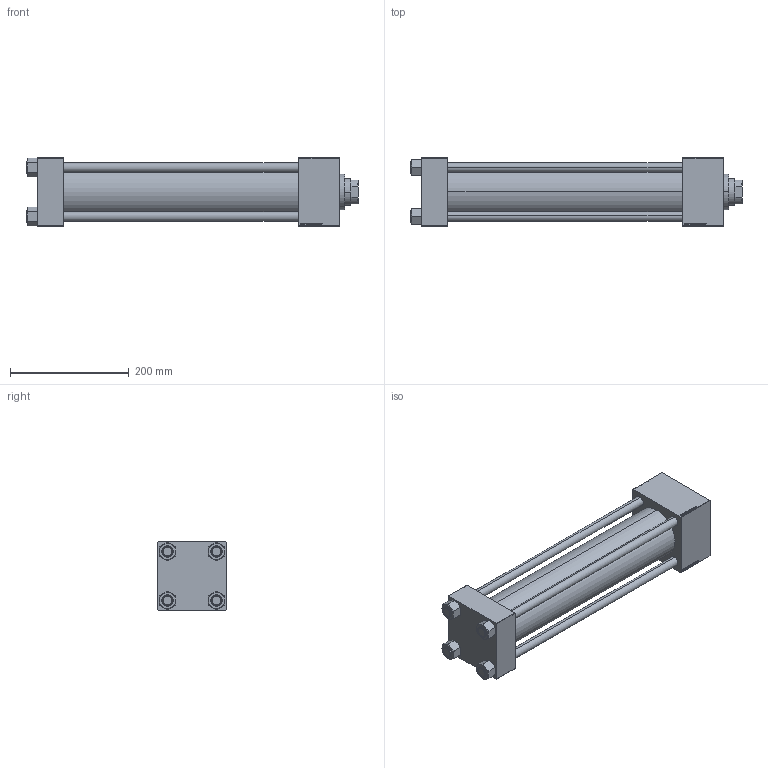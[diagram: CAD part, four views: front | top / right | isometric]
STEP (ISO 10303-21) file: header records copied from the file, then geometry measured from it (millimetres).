
FILE_DESCRIPTION (( 'STEP AP203' ), '1' );
FILE_NAME ('44d4.STEP', '2022-09-14T01:11:24', ( '' ), ( '' ), 'SwSTEP 2.0', 'SolidWorks 2019', '' );
FILE_SCHEMA (( 'CONFIG_CONTROL_DESIGN' ));
Length unit declared in the file: millimetre
Products named in the file (8): V215_VC_A 31a6586d0c275cd0407f82d22f1ee0ff; V215CR_C_Body 31a6586d0c275cd0407f82d22f1ee0ff; NUT_M5_C 31a6586d0c275cd0407f82d22f1ee0ff; V215CR_C_TYCINKA 31a6586d0c275cd0407f82d22f1ee0ff; DFA 31a6586d0c275cd0407f82d22f1ee0ff; FEMALE_PART_FOR_DFA 31a6586d0c275cd0407f82d22f1ee0ff; V215CR_VCP_C 31a6586d0c275cd0407f82d22f1ee0ff; 44d4
Assembly tree (13 placements, depth 3):
  44d4
    V215CR_C_Body 31a6586d0c275cd0407f82d22f1ee0ff
    V215CR_VCP_C 31a6586d0c275cd0407f82d22f1ee0ff
    NUT_M5_C 31a6586d0c275cd0407f82d22f1ee0ff  x4
    V215CR_C_TYCINKA 31a6586d0c275cd0407f82d22f1ee0ff  x4
    V215_VC_A 31a6586d0c275cd0407f82d22f1ee0ff
    DFA 31a6586d0c275cd0407f82d22f1ee0ff
      FEMALE_PART_FOR_DFA 31a6586d0c275cd0407f82d22f1ee0ff
Bounding box: 560 x 115 x 115 mm (x, y, z)
Volume: 2958011.6 mm3; surface area: 577998.3 mm2
Topology: 12 solids, 12 shells, 1236 faces, 3112 edges, 2021 vertices
Faces by surface type: plane 588, bspline 392, cone 148, cylinder 100, torus 8
Entity records: 51976 total; most frequent: CARTESIAN_POINT 27415, ORIENTED_EDGE 5488, DIRECTION 3584, EDGE_CURVE 2744, VERTEX_POINT 1799, VECTOR 1656, LINE 1656, EDGE_LOOP 1213
